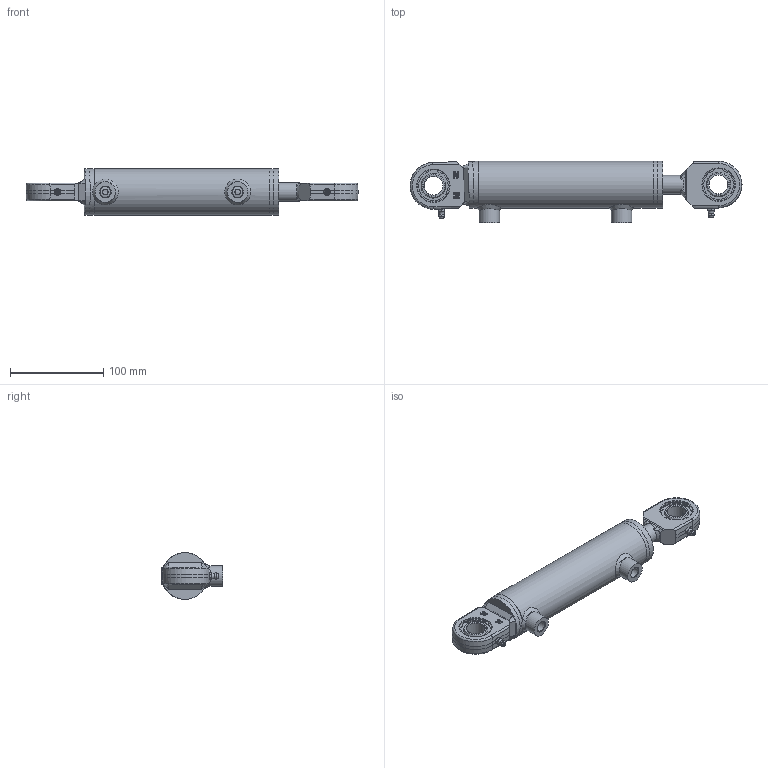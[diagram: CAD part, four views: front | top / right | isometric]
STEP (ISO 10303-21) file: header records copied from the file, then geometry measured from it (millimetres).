
FILE_DESCRIPTION(/* description */ (''),/* implementation_level */ '2;1');
FILE_NAME(/* name */ 'CY0400200100I20I20-1.stp',/* time_stamp */ '2022-05-31T16:17:48+02:00',/* author */ ('msn'),/* organization */ (''),/* preprocessor_version */ 'ST-DEVELOPER v19',/* originating_system */ 'Autodesk Inventor 2023',/* authorisation */ '');
FILE_SCHEMA (('AUTOMOTIVE_DESIGN { 1 0 10303 214 3 1 1 }'));
Length unit declared in the file: millimetre
Products named in the file (16): CY0400200100I20I20-1; CY0400200100I20I20-1_1; CY0400200100I20I20-1_1_1; rør Ø50ø40; end plug; indskruning; stok Ø20; bøsning 1-4''; 72020004; 50020004; 90020003; GE20ES; GE20ES - CORPO; GE20ES - ROTULA; Ingrassatore diritto UNI 7663-A M6; sb_35_unstressed
Assembly tree (16 placements, depth 4):
  CY0400200100I20I20-1
    CY0400200100I20I20-1_1
    CY0400200100I20I20-1_1_1
    rør Ø50ø40
    end plug
    indskruning
    stok Ø20
    72020004  x2
      50020004
        90020003
      GE20ES
        GE20ES - CORPO
        GE20ES - ROTULA
      Ingrassatore diritto UNI 7663-A M6
      sb_35_unstressed
  bøsning 1-4''
Bounding box: 356.16 x 66.03 x 50 mm (x, y, z)
Volume: 311449.5 mm3; surface area: 123051.4 mm2
Topology: 26 solids, 26 shells, 558 faces, 1385 edges, 894 vertices
Faces by surface type: plane 317, cylinder 104, cone 50, bspline 49, torus 32, sphere 6
Full cylindrical faces by diameter (mm): 2 x6, 3 x2, 4.917 x2, 6 x4, 11.445 x2, 20 x4, 22 x4, 33.9 x2, 35 x10, 36 x4, 40 x2, 50 x4
Entity records: 12630 total; most frequent: CARTESIAN_POINT 4657, ORIENTED_EDGE 1530, DIRECTION 1521, EDGE_CURVE 765, AXIS2_PLACEMENT_3D 524, VERTEX_POINT 497, LINE 473, VECTOR 473
